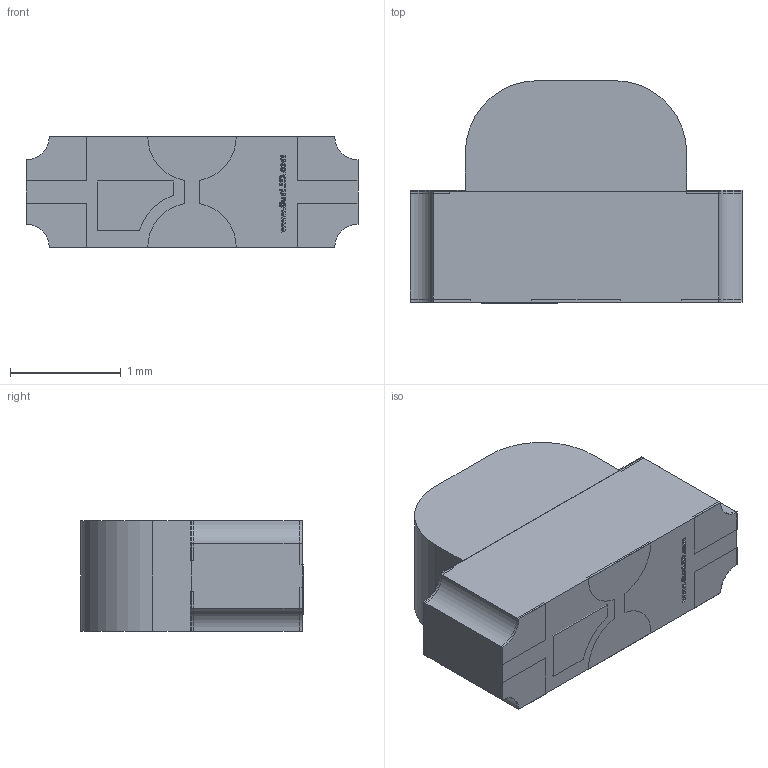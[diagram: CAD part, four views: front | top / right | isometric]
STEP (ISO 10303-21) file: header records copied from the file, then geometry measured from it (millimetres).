
FILE_DESCRIPTION (( 'STEP AP214' ), '1' );
FILE_NAME ('XZxxxx56.STEP', '2015-08-26T21:58:51', ( '' ), ( '' ), 'SwSTEP 2.0', 'SolidWorks 2012', '' );
FILE_SCHEMA (( 'AUTOMOTIVE_DESIGN' ));
Length unit declared in the file: millimetre
Products named in the file (1): XZxxxx56
Bounding box: 3 x 2.01 x 1 mm (x, y, z)
Volume: 4.7 mm3; surface area: 27.2 mm2
Topology: 11 solids, 11 shells, 277 faces, 717 edges, 478 vertices
Faces by surface type: plane 187, bspline 68, cylinder 22
Entity records: 13326 total; most frequent: CARTESIAN_POINT 4669, ORIENTED_EDGE 1434, DIRECTION 1045, EDGE_CURVE 717, LINE 537, VECTOR 537, VERTEX_POINT 478, EDGE_LOOP 293
